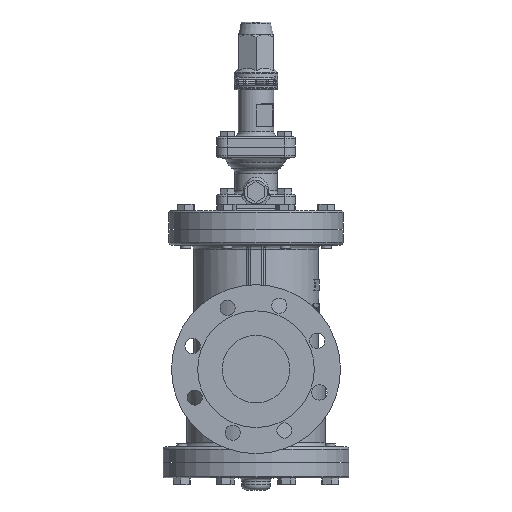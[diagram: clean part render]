
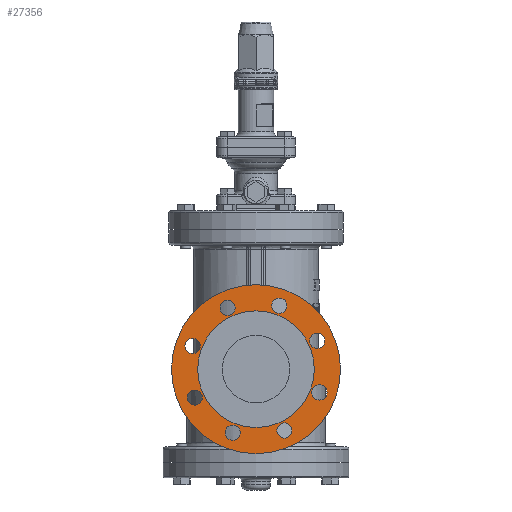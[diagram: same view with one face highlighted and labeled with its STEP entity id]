
A CAD part, left-side view. The second image highlights one B-rep face of the part: STEP entity #27356.
In plain terms, the highlighted planar face has unit normal (-1, 0, 0).
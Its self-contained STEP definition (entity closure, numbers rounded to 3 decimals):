
#27118=CARTESIAN_POINT('',(-152.0,0.,100.0));
#27119=VERTEX_POINT('',#27118);
#27120=CARTESIAN_POINT('',(-152.0,0.0,0.0));
#27121=DIRECTION('',(1.0,0.0,0.0));
#27122=DIRECTION('',(0.0,-1.0,0.0));
#27123=AXIS2_PLACEMENT_3D('',#27120,#27121,#27122);
#27124=CIRCLE('',#27123,100.0);
#27125=EDGE_CURVE('',#27119,#27119,#27124,.T.);
#27138=CARTESIAN_POINT('',(-152.0,39.989,78.954));
#27139=VERTEX_POINT('',#27138);
#27140=CARTESIAN_POINT('',(-152.0,33.625,72.59));
#27141=DIRECTION('',(1.0,0.0,0.0));
#27142=DIRECTION('',(0.0,-0.707,-0.707));
#27143=AXIS2_PLACEMENT_3D('',#27140,#27141,#27142);
#27144=CIRCLE('',#27143,9.0);
#27145=EDGE_CURVE('',#27139,#27139,#27144,.T.);
#27158=CARTESIAN_POINT('',(-152.0,84.106,27.553));
#27159=VERTEX_POINT('',#27158);
#27160=CARTESIAN_POINT('',(-152.0,75.106,27.553));
#27161=DIRECTION('',(1.0,0.0,0.0));
#27162=DIRECTION('',(0.0,-1.0,0.0));
#27163=AXIS2_PLACEMENT_3D('',#27160,#27161,#27162);
#27164=CIRCLE('',#27163,9.0);
#27165=EDGE_CURVE('',#27159,#27159,#27164,.T.);
#27178=CARTESIAN_POINT('',(-152.0,78.954,-39.989));
#27179=VERTEX_POINT('',#27178);
#27180=CARTESIAN_POINT('',(-152.0,72.59,-33.625));
#27181=DIRECTION('',(1.0,0.0,0.0));
#27182=DIRECTION('',(0.0,-0.707,0.707));
#27183=AXIS2_PLACEMENT_3D('',#27180,#27181,#27182);
#27184=CIRCLE('',#27183,9.0);
#27185=EDGE_CURVE('',#27179,#27179,#27184,.T.);
#27198=CARTESIAN_POINT('',(-152.0,27.553,-84.106));
#27199=VERTEX_POINT('',#27198);
#27200=CARTESIAN_POINT('',(-152.0,27.553,-75.106));
#27201=DIRECTION('',(1.0,0.0,0.0));
#27202=DIRECTION('',(0.0,0.0,1.0));
#27203=AXIS2_PLACEMENT_3D('',#27200,#27201,#27202);
#27204=CIRCLE('',#27203,9.0);
#27205=EDGE_CURVE('',#27199,#27199,#27204,.T.);
#27218=CARTESIAN_POINT('',(-152.0,-39.989,-78.954));
#27219=VERTEX_POINT('',#27218);
#27220=CARTESIAN_POINT('',(-152.0,-33.625,-72.59));
#27221=DIRECTION('',(1.0,0.0,0.0));
#27222=DIRECTION('',(0.0,0.707,0.707));
#27223=AXIS2_PLACEMENT_3D('',#27220,#27221,#27222);
#27224=CIRCLE('',#27223,9.0);
#27225=EDGE_CURVE('',#27219,#27219,#27224,.T.);
#27238=CARTESIAN_POINT('',(-152.0,-84.106,-27.553));
#27239=VERTEX_POINT('',#27238);
#27240=CARTESIAN_POINT('',(-152.0,-75.106,-27.553));
#27241=DIRECTION('',(1.0,0.0,0.0));
#27242=DIRECTION('',(0.0,1.0,0.0));
#27243=AXIS2_PLACEMENT_3D('',#27240,#27241,#27242);
#27244=CIRCLE('',#27243,9.0);
#27245=EDGE_CURVE('',#27239,#27239,#27244,.T.);
#27258=CARTESIAN_POINT('',(-152.0,-78.954,39.989));
#27259=VERTEX_POINT('',#27258);
#27260=CARTESIAN_POINT('',(-152.0,-72.59,33.625));
#27261=DIRECTION('',(1.0,0.0,0.0));
#27262=DIRECTION('',(0.0,0.707,-0.707));
#27263=AXIS2_PLACEMENT_3D('',#27260,#27261,#27262);
#27264=CIRCLE('',#27263,9.0);
#27265=EDGE_CURVE('',#27259,#27259,#27264,.T.);
#27278=CARTESIAN_POINT('',(-152.0,-27.553,84.106));
#27279=VERTEX_POINT('',#27278);
#27280=CARTESIAN_POINT('',(-152.0,-27.553,75.106));
#27281=DIRECTION('',(1.0,0.0,0.0));
#27282=DIRECTION('',(0.0,0.0,-1.0));
#27283=AXIS2_PLACEMENT_3D('',#27280,#27281,#27282);
#27284=CIRCLE('',#27283,9.0);
#27285=EDGE_CURVE('',#27279,#27279,#27284,.T.);
#27298=CARTESIAN_POINT('',(-152.0,0.,69.0));
#27299=VERTEX_POINT('',#27298);
#27300=CARTESIAN_POINT('',(-152.0,0.0,0.0));
#27301=DIRECTION('',(-1.0,0.0,0.0));
#27302=DIRECTION('',(0.0,0.0,-1.0));
#27303=AXIS2_PLACEMENT_3D('',#27300,#27301,#27302);
#27304=CIRCLE('',#27303,69.0);
#27305=EDGE_CURVE('',#27299,#27299,#27304,.T.);
#27321=CARTESIAN_POINT('',(-152.0,0.0,0.0));
#27322=DIRECTION('',(1.0,0.0,0.0));
#27323=DIRECTION('',(0.0,0.0,-1.0));
#27324=AXIS2_PLACEMENT_3D('',#27321,#27322,#27323);
#27325=PLANE('',#27324);
#27326=ORIENTED_EDGE('',*,*,#27125,.F.);
#27327=EDGE_LOOP('',(#27326));
#27328=FACE_OUTER_BOUND('',#27327,.T.);
#27329=ORIENTED_EDGE('',*,*,#27145,.T.);
#27330=EDGE_LOOP('',(#27329));
#27331=FACE_BOUND('',#27330,.T.);
#27332=ORIENTED_EDGE('',*,*,#27165,.T.);
#27333=EDGE_LOOP('',(#27332));
#27334=FACE_BOUND('',#27333,.T.);
#27335=ORIENTED_EDGE('',*,*,#27185,.T.);
#27336=EDGE_LOOP('',(#27335));
#27337=FACE_BOUND('',#27336,.T.);
#27338=ORIENTED_EDGE('',*,*,#27205,.T.);
#27339=EDGE_LOOP('',(#27338));
#27340=FACE_BOUND('',#27339,.T.);
#27341=ORIENTED_EDGE('',*,*,#27225,.T.);
#27342=EDGE_LOOP('',(#27341));
#27343=FACE_BOUND('',#27342,.T.);
#27344=ORIENTED_EDGE('',*,*,#27245,.T.);
#27345=EDGE_LOOP('',(#27344));
#27346=FACE_BOUND('',#27345,.T.);
#27347=ORIENTED_EDGE('',*,*,#27265,.T.);
#27348=EDGE_LOOP('',(#27347));
#27349=FACE_BOUND('',#27348,.T.);
#27350=ORIENTED_EDGE('',*,*,#27285,.T.);
#27351=EDGE_LOOP('',(#27350));
#27352=FACE_BOUND('',#27351,.T.);
#27353=ORIENTED_EDGE('',*,*,#27305,.F.);
#27354=EDGE_LOOP('',(#27353));
#27355=FACE_BOUND('',#27354,.T.);
#27356=ADVANCED_FACE('',(#27328,#27331,#27334,#27337,#27340,#27343,#27346,#27349,#27352,#27355),#27325,.F.);
